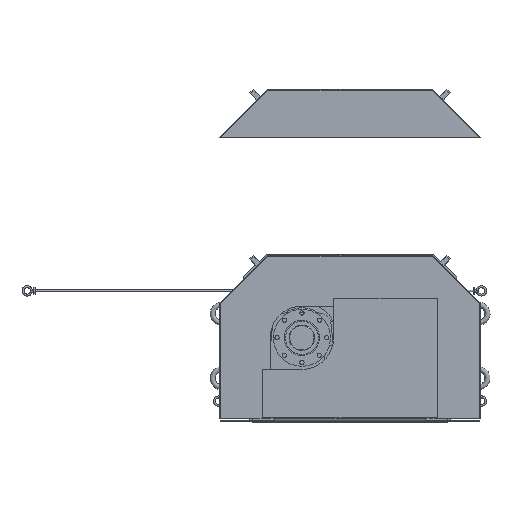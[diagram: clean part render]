
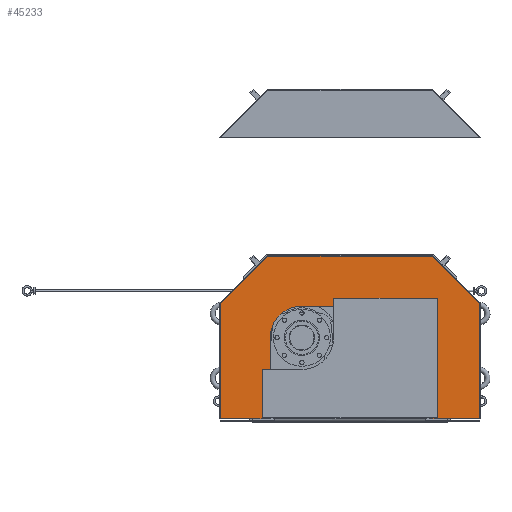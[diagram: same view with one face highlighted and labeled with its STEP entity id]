
A CAD part, left-side view. The second image highlights one B-rep face of the part: STEP entity #45233.
In plain terms, the highlighted face is planar.
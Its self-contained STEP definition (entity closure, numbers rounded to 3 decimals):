
#19726=CIRCLE('',#43815,125.);
#19727=CIRCLE('',#43816,125.);
#22271=ORIENTED_EDGE('',*,*,#28608,.F.);
#22272=ORIENTED_EDGE('',*,*,#28609,.F.);
#22273=ORIENTED_EDGE('',*,*,#28610,.F.);
#22274=ORIENTED_EDGE('',*,*,#28596,.F.);
#22275=ORIENTED_EDGE('',*,*,#28600,.F.);
#22276=ORIENTED_EDGE('',*,*,#28603,.F.);
#22277=ORIENTED_EDGE('',*,*,#28605,.F.);
#22278=ORIENTED_EDGE('',*,*,#28611,.F.);
#22279=ORIENTED_EDGE('',*,*,#28612,.F.);
#22280=ORIENTED_EDGE('',*,*,#28613,.F.);
#22281=ORIENTED_EDGE('',*,*,#28614,.F.);
#22282=ORIENTED_EDGE('',*,*,#28615,.F.);
#24389=VECTOR('',#33450,1.);
#24393=VECTOR('',#33456,1.);
#24396=VECTOR('',#33461,1.);
#24398=VECTOR('',#33465,1.);
#24401=VECTOR('',#33470,1.);
#24402=VECTOR('',#33471,1.);
#24403=VECTOR('',#33472,1.);
#24404=VECTOR('',#33473,1.);
#24405=VECTOR('',#33476,1.);
#24406=VECTOR('',#33479,1.);
#25664=LINE('',#40404,#24389);
#25668=LINE('',#40412,#24393);
#25671=LINE('',#40418,#24396);
#25673=LINE('',#40422,#24398);
#25676=LINE('',#40429,#24401);
#25677=LINE('',#40431,#24402);
#25678=LINE('',#40432,#24403);
#25679=LINE('',#40434,#24404);
#25680=LINE('',#40438,#24405);
#25681=LINE('',#40441,#24406);
#26953=VERTEX_POINT('',#40400);
#26955=VERTEX_POINT('',#40403);
#26957=VERTEX_POINT('',#40409);
#26959=VERTEX_POINT('',#40415);
#26961=VERTEX_POINT('',#40421);
#26963=VERTEX_POINT('',#40427);
#26964=VERTEX_POINT('',#40428);
#26965=VERTEX_POINT('',#40430);
#26966=VERTEX_POINT('',#40433);
#26967=VERTEX_POINT('',#40435);
#26968=VERTEX_POINT('',#40437);
#26969=VERTEX_POINT('',#40439);
#28596=EDGE_CURVE('',#26953,#26955,#25664,.T.);
#28600=EDGE_CURVE('',#26957,#26953,#25668,.T.);
#28603=EDGE_CURVE('',#26959,#26957,#25671,.T.);
#28605=EDGE_CURVE('',#26961,#26959,#25673,.T.);
#28608=EDGE_CURVE('',#26963,#26964,#25676,.T.);
#28609=EDGE_CURVE('',#26965,#26963,#25677,.T.);
#28610=EDGE_CURVE('',#26955,#26965,#25678,.T.);
#28611=EDGE_CURVE('',#26966,#26961,#25679,.T.);
#28612=EDGE_CURVE('',#26967,#26966,#19726,.T.);
#28613=EDGE_CURVE('',#26968,#26967,#25680,.T.);
#28614=EDGE_CURVE('',#26969,#26968,#19727,.T.);
#28615=EDGE_CURVE('',#26964,#26969,#25681,.T.);
#29744=EDGE_LOOP('',(#22271,#22272,#22273,#22274,#22275,#22276,#22277,#22278,
#22279,#22280,#22281,#22282));
#30651=FACE_BOUND('',#29744,.T.);
#33450=DIRECTION('',(-648.,0.,0.));
#33456=DIRECTION('',(-188.,188.,0.));
#33461=DIRECTION('',(0.,454.,0.));
#33465=DIRECTION('',(197.,0.,0.));
#33468=DIRECTION('',(0.,0.,-1.));
#33469=DIRECTION('',(0.,1.,0.));
#33470=DIRECTION('',(197.,0.,0.));
#33471=DIRECTION('',(0.,-454.,0.));
#33472=DIRECTION('',(-188.,-188.,0.));
#33473=DIRECTION('',(0.,-320.,0.));
#33474=DIRECTION('',(0.,0.,-1.));
#33475=DIRECTION('',(0.,125.,0.));
#33476=DIRECTION('',(380.,0.,0.));
#33477=DIRECTION('',(0.,0.,-1.));
#33478=DIRECTION('',(0.,125.,0.));
#33479=DIRECTION('',(0.,320.,0.));
#40400=CARTESIAN_POINT('',(340.742,642.,0.));
#40403=CARTESIAN_POINT('',(-307.258,642.,0.));
#40404=CARTESIAN_POINT('',(340.742,642.,0.));
#40409=CARTESIAN_POINT('',(528.742,454.,0.));
#40412=CARTESIAN_POINT('',(528.742,454.,0.));
#40415=CARTESIAN_POINT('',(528.742,0.,0.));
#40418=CARTESIAN_POINT('',(528.742,0.,0.));
#40421=CARTESIAN_POINT('',(331.742,0.,0.));
#40422=CARTESIAN_POINT('',(331.742,0.,0.));
#40426=CARTESIAN_POINT('',(0.,0.,0.));
#40427=CARTESIAN_POINT('',(-495.258,0.,0.));
#40428=CARTESIAN_POINT('',(-298.258,0.,0.));
#40429=CARTESIAN_POINT('',(-495.258,0.,0.));
#40430=CARTESIAN_POINT('',(-495.258,454.,0.));
#40431=CARTESIAN_POINT('',(-495.258,454.,0.));
#40432=CARTESIAN_POINT('',(-307.258,642.,0.));
#40433=CARTESIAN_POINT('',(331.742,320.,0.));
#40434=CARTESIAN_POINT('',(331.742,320.,0.));
#40435=CARTESIAN_POINT('',(206.742,445.,0.));
#40436=CARTESIAN_POINT('',(206.742,320.,0.));
#40437=CARTESIAN_POINT('',(-173.258,445.,0.));
#40438=CARTESIAN_POINT('',(-173.258,445.,0.));
#40439=CARTESIAN_POINT('',(-298.258,320.,0.));
#40440=CARTESIAN_POINT('',(-173.258,320.,0.));
#40441=CARTESIAN_POINT('',(-298.258,0.,0.));
#43814=AXIS2_PLACEMENT_3D('',#40426,#33468,#33469);
#43815=AXIS2_PLACEMENT_3D('',#40436,#33474,#33475);
#43816=AXIS2_PLACEMENT_3D('',#40440,#33477,#33478);
#44575=PLANE('',#43814);
#45233=ADVANCED_FACE('',(#30651),#44575,.T.);
